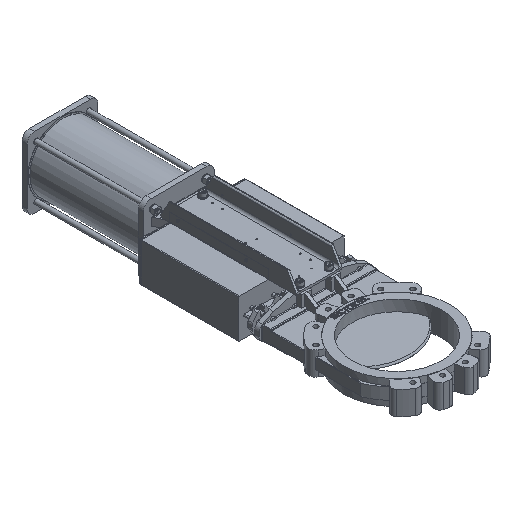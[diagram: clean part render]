
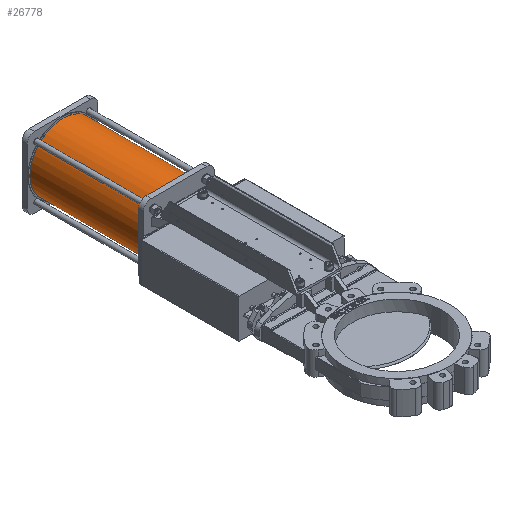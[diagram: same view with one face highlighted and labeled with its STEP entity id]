
A CAD part, isometric view. The second image highlights one B-rep face of the part: STEP entity #26778.
In plain terms, the highlighted cylindrical face has radius 131 mm (diameter 262 mm), a full revolution.
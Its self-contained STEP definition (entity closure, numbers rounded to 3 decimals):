
#729=CYLINDRICAL_SURFACE('',#28633,131.);
#1603=CIRCLE('',#28568,131.);
#1636=CIRCLE('',#28634,131.);
#2903=FACE_BOUND('',#5528,.T.);
#3786=FACE_OUTER_BOUND('',#5527,.T.);
#5527=EDGE_LOOP('',(#18633));
#5528=EDGE_LOOP('',(#18634));
#11221=VERTEX_POINT('',#41582);
#11264=VERTEX_POINT('',#41722);
#14011=EDGE_CURVE('',#11221,#11221,#1603,.T.);
#14079=EDGE_CURVE('',#11264,#11264,#1636,.T.);
#18633=ORIENTED_EDGE('',*,*,#14079,.T.);
#18634=ORIENTED_EDGE('',*,*,#14011,.F.);
#26778=ADVANCED_FACE('',(#3786,#2903),#729,.T.);
#28568=AXIS2_PLACEMENT_3D('',#41583,#32322,#32323);
#28633=AXIS2_PLACEMENT_3D('',#41721,#32477,#32478);
#28634=AXIS2_PLACEMENT_3D('',#41723,#32479,#32480);
#32322=DIRECTION('center_axis',(0.,1.,0.));
#32323=DIRECTION('ref_axis',(0.079,0.,-0.997));
#32477=DIRECTION('center_axis',(0.,1.,0.));
#32478=DIRECTION('ref_axis',(0.,0.,1.));
#32479=DIRECTION('center_axis',(0.,1.,0.));
#32480=DIRECTION('ref_axis',(0.079,0.,-0.997));
#41582=CARTESIAN_POINT('',(10.322,1318.,-130.593));
#41583=CARTESIAN_POINT('Origin',(0.,1318.,0.));
#41721=CARTESIAN_POINT('Origin',(0.,882.5,0.));
#41722=CARTESIAN_POINT('',(10.322,882.5,-130.593));
#41723=CARTESIAN_POINT('Origin',(0.,882.5,0.));
